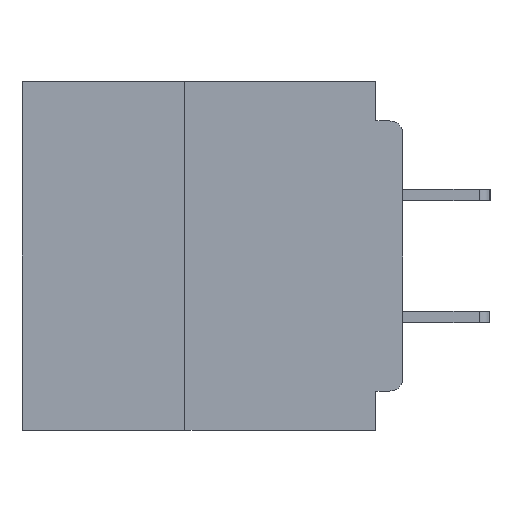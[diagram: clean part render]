
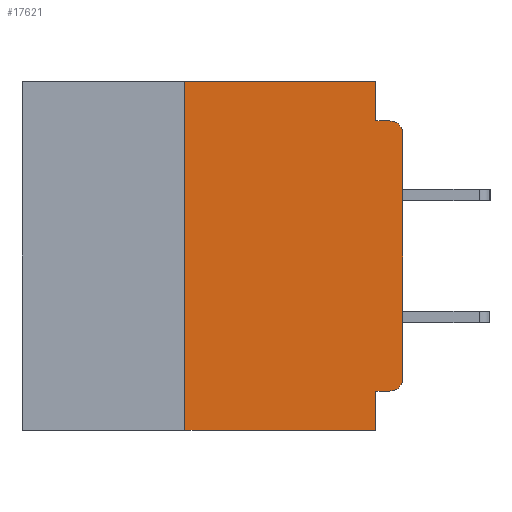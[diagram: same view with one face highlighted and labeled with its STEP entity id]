
A CAD part, left-side view. The second image highlights one B-rep face of the part: STEP entity #17621.
In plain terms, the highlighted planar face has unit normal (-1, 0, 0).
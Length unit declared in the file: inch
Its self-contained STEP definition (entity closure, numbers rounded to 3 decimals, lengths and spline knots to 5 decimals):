
#1061 = CARTESIAN_POINT ( 'NONE',  ( 0., 0.031, -0.355 ) ) ;
#1702 = ORIENTED_EDGE ( 'NONE', *, *, #9704, .F. ) ;
#1805 = CARTESIAN_POINT ( 'NONE',  ( 0., 0.031, -0.4 ) ) ;
#2198 = VECTOR ( 'NONE', #37538, 39.37008 ) ;
#2402 = VECTOR ( 'NONE', #18835, 39.37008 ) ;
#2722 = EDGE_CURVE ( 'NONE', #37040, #11742, #16645, .T. ) ;
#3769 = LINE ( 'NONE', #27876, #30027 ) ;
#3774 = LINE ( 'NONE', #39302, #30037 ) ;
#3927 = LINE ( 'NONE', #44301, #4983 ) ;
#4341 = LINE ( 'NONE', #34101, #2198 ) ;
#4404 = VERTEX_POINT ( 'NONE', #4896 ) ;
#4615 = ORIENTED_EDGE ( 'NONE', *, *, #10430, .F. ) ;
#4873 = VERTEX_POINT ( 'NONE', #21080 ) ;
#4896 = CARTESIAN_POINT ( 'NONE',  ( 0., 0.015, -0.045 ) ) ;
#4972 = CIRCLE ( 'NONE', #8521, 0.015 ) ;
#4983 = VECTOR ( 'NONE', #23603, 39.37008 ) ;
#5197 = CARTESIAN_POINT ( 'NONE',  ( 0., 0., -0.355 ) ) ;
#5572 = CARTESIAN_POINT ( 'NONE',  ( 0., 0.015, -0.34 ) ) ;
#5946 = PLANE ( 'NONE',  #38355 ) ;
#7657 = ORIENTED_EDGE ( 'NONE', *, *, #32380, .F. ) ;
#7726 = FACE_OUTER_BOUND ( 'NONE', #30453, .T. ) ;
#8173 = CIRCLE ( 'NONE', #21872, 0.015 ) ;
#8307 = EDGE_CURVE ( 'NONE', #22958, #4404, #8173, .T. ) ;
#8521 = AXIS2_PLACEMENT_3D ( 'NONE', #5572, #29553, #9020 ) ;
#9020 = DIRECTION ( 'NONE',  ( 0., 0., -1. ) ) ;
#9255 = DIRECTION ( 'NONE',  ( 0., 0., -1. ) ) ;
#9539 = DIRECTION ( 'NONE',  ( 1., 0., 0. ) ) ;
#9704 = EDGE_CURVE ( 'NONE', #32633, #24033, #3774, .T. ) ;
#10430 = EDGE_CURVE ( 'NONE', #4873, #40521, #28356, .T. ) ;
#10668 = DIRECTION ( 'NONE',  ( 0., 0., 1. ) ) ;
#11166 = ORIENTED_EDGE ( 'NONE', *, *, #27133, .T. ) ;
#11199 = VECTOR ( 'NONE', #9255, 39.37008 ) ;
#11742 = VERTEX_POINT ( 'NONE', #30133 ) ;
#12049 = VERTEX_POINT ( 'NONE', #18249 ) ;
#12179 = EDGE_CURVE ( 'NONE', #24241, #32633, #38879, .T. ) ;
#16645 = LINE ( 'NONE', #25919, #42950 ) ;
#17621 = ADVANCED_FACE ( 'NONE', ( #7726 ), #5946, .F. ) ;
#18249 = CARTESIAN_POINT ( 'NONE',  ( 0., 0., -0.34 ) ) ;
#18698 = ORIENTED_EDGE ( 'NONE', *, *, #8307, .T. ) ;
#18835 = DIRECTION ( 'NONE',  ( 0., 1., 0. ) ) ;
#19046 = CARTESIAN_POINT ( 'NONE',  ( 0., 0.015, -0.06 ) ) ;
#20137 = CARTESIAN_POINT ( 'NONE',  ( 0., 0.25, -0.4 ) ) ;
#20869 = ORIENTED_EDGE ( 'NONE', *, *, #12179, .F. ) ;
#21080 = CARTESIAN_POINT ( 'NONE',  ( 0., 0.031, 0. ) ) ;
#21575 = CARTESIAN_POINT ( 'NONE',  ( 0., 0.031, -0.045 ) ) ;
#21708 = VECTOR ( 'NONE', #10668, 39.37008 ) ;
#21872 = AXIS2_PLACEMENT_3D ( 'NONE', #19046, #43047, #22494 ) ;
#22195 = DIRECTION ( 'NONE',  ( 0., 0., -1. ) ) ;
#22347 = ORIENTED_EDGE ( 'NONE', *, *, #39791, .T. ) ;
#22494 = DIRECTION ( 'NONE',  ( 0., 0., -1. ) ) ;
#22958 = VERTEX_POINT ( 'NONE', #37446 ) ;
#23191 = CARTESIAN_POINT ( 'NONE',  ( 0., 0.437, 0. ) ) ;
#23393 = ORIENTED_EDGE ( 'NONE', *, *, #28262, .T. ) ;
#23603 = DIRECTION ( 'NONE',  ( 0., -1., 0. ) ) ;
#24033 = VERTEX_POINT ( 'NONE', #1805 ) ;
#24241 = VERTEX_POINT ( 'NONE', #33737 ) ;
#24299 = CARTESIAN_POINT ( 'NONE',  ( 0., 0., 0. ) ) ;
#25919 = CARTESIAN_POINT ( 'NONE',  ( 0., 0.25, -0.4 ) ) ;
#27133 = EDGE_CURVE ( 'NONE', #12049, #22958, #30832, .T. ) ;
#27876 = CARTESIAN_POINT ( 'NONE',  ( 0., 0., -0.045 ) ) ;
#28262 = EDGE_CURVE ( 'NONE', #24241, #12049, #4972, .T. ) ;
#28356 = LINE ( 'NONE', #40159, #11199 ) ;
#29364 = DIRECTION ( 'NONE',  ( 0., 0., 1. ) ) ;
#29553 = DIRECTION ( 'NONE',  ( -1., 0., 0. ) ) ;
#30027 = VECTOR ( 'NONE', #38098, 39.37008 ) ;
#30037 = VECTOR ( 'NONE', #22195, 39.37008 ) ;
#30133 = CARTESIAN_POINT ( 'NONE',  ( 0., 0.25, 0. ) ) ;
#30453 = EDGE_LOOP ( 'NONE', ( #11166, #18698, #37981, #4615, #7657, #31984, #22347, #1702, #20869, #23393 ) ) ;
#30832 = LINE ( 'NONE', #24299, #21708 ) ;
#31984 = ORIENTED_EDGE ( 'NONE', *, *, #2722, .F. ) ;
#32380 = EDGE_CURVE ( 'NONE', #11742, #4873, #3927, .T. ) ;
#32633 = VERTEX_POINT ( 'NONE', #1061 ) ;
#33538 = DIRECTION ( 'NONE',  ( 0., 0., -1. ) ) ;
#33737 = CARTESIAN_POINT ( 'NONE',  ( 0., 0.015, -0.355 ) ) ;
#34101 = CARTESIAN_POINT ( 'NONE',  ( 0., 0.437, -0.4 ) ) ;
#37040 = VERTEX_POINT ( 'NONE', #20137 ) ;
#37446 = CARTESIAN_POINT ( 'NONE',  ( 0., 0., -0.06 ) ) ;
#37538 = DIRECTION ( 'NONE',  ( 0., -1., 0. ) ) ;
#37981 = ORIENTED_EDGE ( 'NONE', *, *, #40430, .F. ) ;
#38098 = DIRECTION ( 'NONE',  ( 0., -1., 0. ) ) ;
#38355 = AXIS2_PLACEMENT_3D ( 'NONE', #23191, #9539, #33538 ) ;
#38879 = LINE ( 'NONE', #5197, #2402 ) ;
#39302 = CARTESIAN_POINT ( 'NONE',  ( 0., 0.031, -0.4 ) ) ;
#39791 = EDGE_CURVE ( 'NONE', #37040, #24033, #4341, .T. ) ;
#40159 = CARTESIAN_POINT ( 'NONE',  ( 0., 0.031, 0. ) ) ;
#40430 = EDGE_CURVE ( 'NONE', #40521, #4404, #3769, .T. ) ;
#40521 = VERTEX_POINT ( 'NONE', #21575 ) ;
#42950 = VECTOR ( 'NONE', #29364, 39.37008 ) ;
#43047 = DIRECTION ( 'NONE',  ( -1., 0., 0. ) ) ;
#44301 = CARTESIAN_POINT ( 'NONE',  ( 0., 0.437, 0. ) ) ;
